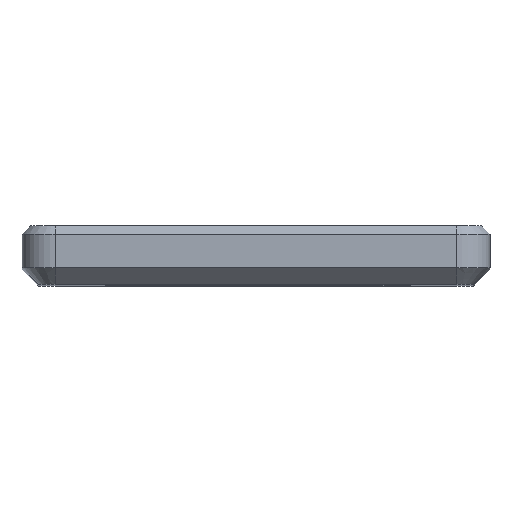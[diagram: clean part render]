
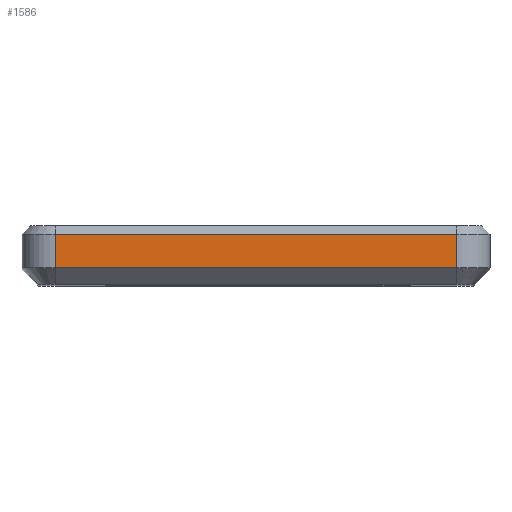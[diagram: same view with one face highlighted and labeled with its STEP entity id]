
A CAD part, top view. The second image highlights one B-rep face of the part: STEP entity #1586.
In plain terms, the highlighted planar face has unit normal (0, 0, 1).
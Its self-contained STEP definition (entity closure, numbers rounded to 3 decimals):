
#211 = CARTESIAN_POINT ( 'NONE',  ( 2., 3., 60. ) ) ;
#312 = ORIENTED_EDGE ( 'NONE', *, *, #2551, .T. ) ;
#351 = CARTESIAN_POINT ( 'NONE',  ( 2., 3., 60. ) ) ;
#439 = ORIENTED_EDGE ( 'NONE', *, *, #2751, .T. ) ;
#449 = DIRECTION ( 'NONE',  ( 0., -1., 0. ) ) ;
#582 = VERTEX_POINT ( 'NONE', #1342 ) ;
#630 = CARTESIAN_POINT ( 'NONE',  ( 2., 1., 60. ) ) ;
#639 = FACE_OUTER_BOUND ( 'NONE', #1429, .T. ) ;
#769 = ORIENTED_EDGE ( 'NONE', *, *, #1211, .T. ) ;
#866 = CARTESIAN_POINT ( 'NONE',  ( 0., 3.5, 60. ) ) ;
#896 = LINE ( 'NONE', #1933, #916 ) ;
#916 = VECTOR ( 'NONE', #2945, 1000. ) ;
#1003 = VECTOR ( 'NONE', #1871, 1000. ) ;
#1120 = PLANE ( 'NONE',  #2443 ) ;
#1211 = EDGE_CURVE ( 'NONE', #3066, #582, #1501, .T. ) ;
#1342 = CARTESIAN_POINT ( 'NONE',  ( 26., 3., 60. ) ) ;
#1429 = EDGE_LOOP ( 'NONE', ( #769, #439, #3168, #312 ) ) ;
#1431 = LINE ( 'NONE', #2454, #2884 ) ;
#1501 = LINE ( 'NONE', #2527, #2385 ) ;
#1586 = ADVANCED_FACE ( 'NONE', ( #639 ), #1120, .F. ) ;
#1871 = DIRECTION ( 'NONE',  ( -1., 0., 0. ) ) ;
#1923 = DIRECTION ( 'NONE',  ( 0., 0., -1. ) ) ;
#1933 = CARTESIAN_POINT ( 'NONE',  ( 0., 1., 60. ) ) ;
#2385 = VECTOR ( 'NONE', #3327, 1000. ) ;
#2443 = AXIS2_PLACEMENT_3D ( 'NONE', #866, #1923, #2938 ) ;
#2454 = CARTESIAN_POINT ( 'NONE',  ( 2., 3.5, 60. ) ) ;
#2519 = VERTEX_POINT ( 'NONE', #630 ) ;
#2527 = CARTESIAN_POINT ( 'NONE',  ( 26., 3.5, 60. ) ) ;
#2551 = EDGE_CURVE ( 'NONE', #2519, #3066, #896, .T. ) ;
#2751 = EDGE_CURVE ( 'NONE', #582, #2893, #3191, .T. ) ;
#2787 = CARTESIAN_POINT ( 'NONE',  ( 26., 1., 60. ) ) ;
#2884 = VECTOR ( 'NONE', #449, 1000. ) ;
#2893 = VERTEX_POINT ( 'NONE', #211 ) ;
#2911 = EDGE_CURVE ( 'NONE', #2893, #2519, #1431, .T. ) ;
#2938 = DIRECTION ( 'NONE',  ( -1., 0., 0. ) ) ;
#2945 = DIRECTION ( 'NONE',  ( 1., 0., 0. ) ) ;
#3066 = VERTEX_POINT ( 'NONE', #2787 ) ;
#3168 = ORIENTED_EDGE ( 'NONE', *, *, #2911, .T. ) ;
#3191 = LINE ( 'NONE', #351, #1003 ) ;
#3327 = DIRECTION ( 'NONE',  ( 0., 1., 0. ) ) ;
